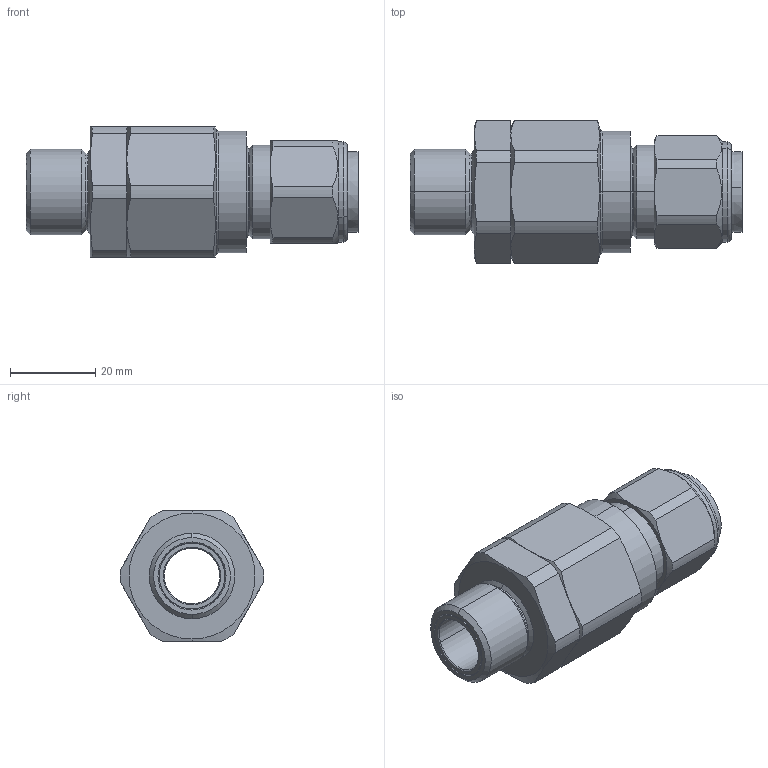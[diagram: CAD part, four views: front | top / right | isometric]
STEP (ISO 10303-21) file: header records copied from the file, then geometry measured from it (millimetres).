
FILE_DESCRIPTION (( 'STEP AP203' ), '1' );
FILE_NAME ('20S16PX2KXREX1RA.STEP', '2017-09-22T10:12:47', ( '' ), ( '' ), 'SwSTEP 2.0', 'SolidWorks 2017', '' );
FILE_SCHEMA (( 'CONFIG_CONTROL_DESIGN' ));
Length unit declared in the file: millimetre
Products named in the file (1): 20S16PX2KXREX1RA
Bounding box: 77.75 x 33.53 x 30.5 mm (x, y, z)
Surface area: 12432 mm2 (no closed solid volume)
Topology: 0 solids, 6 shells, 111 faces, 270 edges, 168 vertices
Faces by surface type: cone 40, cylinder 38, plane 27, torus 6
Entity records: 3506 total; most frequent: CARTESIAN_POINT 826, DIRECTION 578, ORIENTED_EDGE 512, EDGE_CURVE 270, AXIS2_PLACEMENT_3D 244, VERTEX_POINT 168, CIRCLE 132, EDGE_LOOP 120
